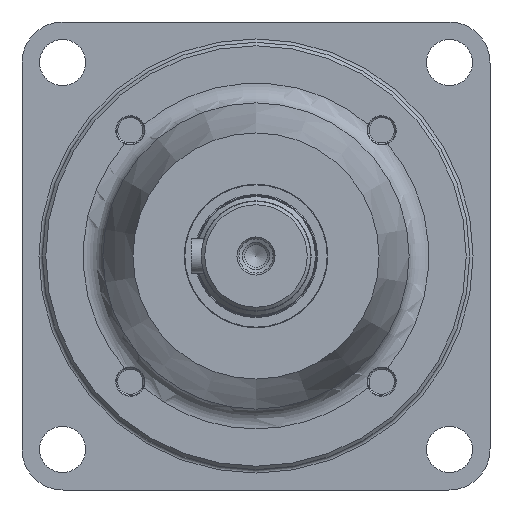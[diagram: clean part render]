
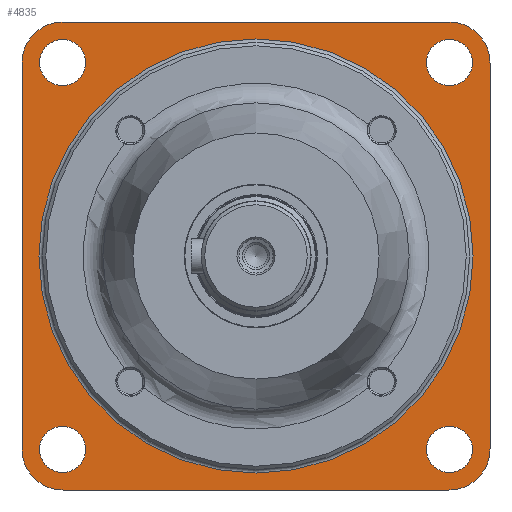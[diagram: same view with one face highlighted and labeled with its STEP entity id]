
A CAD part, left-side view. The second image highlights one B-rep face of the part: STEP entity #4835.
In plain terms, the highlighted planar face has unit normal (-1, 0, 0).
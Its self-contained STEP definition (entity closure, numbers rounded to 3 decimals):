
#265=PLANE('',#5467);
#532=LINE('',#8560,#802);
#536=LINE('',#8572,#806);
#540=LINE('',#8584,#810);
#544=LINE('',#8616,#814);
#802=VECTOR('',#6777,1000.);
#806=VECTOR('',#6789,1000.);
#810=VECTOR('',#6801,1000.);
#814=VECTOR('',#6837,1000.);
#2066=ORIENTED_EDGE('',*,*,#2770,.F.);
#2067=ORIENTED_EDGE('',*,*,#2766,.T.);
#2068=ORIENTED_EDGE('',*,*,#2764,.T.);
#2069=ORIENTED_EDGE('',*,*,#2762,.T.);
#2070=ORIENTED_EDGE('',*,*,#2760,.T.);
#2071=ORIENTED_EDGE('',*,*,#2737,.F.);
#2072=ORIENTED_EDGE('',*,*,#2767,.F.);
#2073=ORIENTED_EDGE('',*,*,#2756,.F.);
#2074=ORIENTED_EDGE('',*,*,#2753,.F.);
#2075=ORIENTED_EDGE('',*,*,#2750,.F.);
#2076=ORIENTED_EDGE('',*,*,#2747,.F.);
#2077=ORIENTED_EDGE('',*,*,#2744,.F.);
#2078=ORIENTED_EDGE('',*,*,#2741,.F.);
#2737=EDGE_CURVE('',#3224,#3225,#3491,.T.);
#2741=EDGE_CURVE('',#3225,#3228,#532,.T.);
#2744=EDGE_CURVE('',#3228,#3230,#3493,.T.);
#2747=EDGE_CURVE('',#3230,#3232,#536,.T.);
#2750=EDGE_CURVE('',#3232,#3234,#3495,.T.);
#2753=EDGE_CURVE('',#3234,#3236,#540,.T.);
#2756=EDGE_CURVE('',#3236,#3238,#3497,.T.);
#2760=EDGE_CURVE('',#3241,#3241,#3500,.T.);
#2762=EDGE_CURVE('',#3243,#3243,#3502,.T.);
#2764=EDGE_CURVE('',#3245,#3245,#3504,.T.);
#2766=EDGE_CURVE('',#3247,#3247,#3506,.T.);
#2767=EDGE_CURVE('',#3238,#3224,#544,.T.);
#2770=EDGE_CURVE('',#3249,#3249,#3508,.F.);
#3224=VERTEX_POINT('',#8552);
#3225=VERTEX_POINT('',#8553);
#3228=VERTEX_POINT('',#8561);
#3230=VERTEX_POINT('',#8567);
#3232=VERTEX_POINT('',#8573);
#3234=VERTEX_POINT('',#8579);
#3236=VERTEX_POINT('',#8585);
#3238=VERTEX_POINT('',#8591);
#3241=VERTEX_POINT('',#8599);
#3243=VERTEX_POINT('',#8604);
#3245=VERTEX_POINT('',#8609);
#3247=VERTEX_POINT('',#8614);
#3249=VERTEX_POINT('',#8623);
#3491=CIRCLE('',#5438,12.);
#3493=CIRCLE('',#5442,12.);
#3495=CIRCLE('',#5446,12.);
#3497=CIRCLE('',#5450,12.);
#3500=CIRCLE('',#5454,6.75);
#3502=CIRCLE('',#5457,6.75);
#3504=CIRCLE('',#5460,6.75);
#3506=CIRCLE('',#5463,6.75);
#3508=CIRCLE('',#5468,63.5);
#3918=EDGE_LOOP('',(#2066));
#3919=EDGE_LOOP('',(#2067));
#3920=EDGE_LOOP('',(#2068));
#3921=EDGE_LOOP('',(#2069));
#3922=EDGE_LOOP('',(#2070));
#3923=EDGE_LOOP('',(#2071,#2072,#2073,#2074,#2075,#2076,#2077,#2078));
#4376=FACE_BOUND('',#3918,.T.);
#4377=FACE_BOUND('',#3919,.T.);
#4378=FACE_BOUND('',#3920,.T.);
#4379=FACE_BOUND('',#3921,.T.);
#4380=FACE_BOUND('',#3922,.T.);
#4381=FACE_BOUND('',#3923,.T.);
#4835=ADVANCED_FACE('',(#4376,#4377,#4378,#4379,#4380,#4381),#265,.F.);
#5438=AXIS2_PLACEMENT_3D('',#8551,#6769,#6770);
#5442=AXIS2_PLACEMENT_3D('',#8566,#6782,#6783);
#5446=AXIS2_PLACEMENT_3D('',#8578,#6794,#6795);
#5450=AXIS2_PLACEMENT_3D('',#8590,#6806,#6807);
#5454=AXIS2_PLACEMENT_3D('',#8598,#6815,#6816);
#5457=AXIS2_PLACEMENT_3D('',#8603,#6821,#6822);
#5460=AXIS2_PLACEMENT_3D('',#8608,#6827,#6828);
#5463=AXIS2_PLACEMENT_3D('',#8613,#6833,#6834);
#5467=AXIS2_PLACEMENT_3D('',#8621,#6843,#6844);
#5468=AXIS2_PLACEMENT_3D('',#8622,#6845,#6846);
#6769=DIRECTION('',(1.,0.,0.));
#6770=DIRECTION('',(0.,0.,-1.));
#6777=DIRECTION('',(0.,-1.,0.));
#6782=DIRECTION('',(1.,0.,0.));
#6783=DIRECTION('',(0.,0.,-1.));
#6789=DIRECTION('',(0.,0.,-1.));
#6794=DIRECTION('',(1.,0.,0.));
#6795=DIRECTION('',(0.,0.,-1.));
#6801=DIRECTION('',(0.,1.,0.));
#6806=DIRECTION('',(1.,0.,0.));
#6807=DIRECTION('',(0.,0.,-1.));
#6815=DIRECTION('',(1.,0.,0.));
#6816=DIRECTION('',(0.,0.,-1.));
#6821=DIRECTION('',(1.,0.,0.));
#6822=DIRECTION('',(0.,0.,-1.));
#6827=DIRECTION('',(1.,0.,0.));
#6828=DIRECTION('',(0.,0.,-1.));
#6833=DIRECTION('',(1.,0.,0.));
#6834=DIRECTION('',(0.,0.,-1.));
#6837=DIRECTION('',(0.,0.,1.));
#6843=DIRECTION('',(1.,0.,0.));
#6844=DIRECTION('',(0.,0.,-1.));
#6845=DIRECTION('',(1.,0.,0.));
#6846=DIRECTION('',(0.,0.,-1.));
#8551=CARTESIAN_POINT('',(0.,56.45,56.45));
#8552=CARTESIAN_POINT('',(0.,68.45,56.45));
#8553=CARTESIAN_POINT('',(0.,56.45,68.45));
#8560=CARTESIAN_POINT('',(0.,56.45,68.45));
#8561=CARTESIAN_POINT('',(0.,-56.45,68.45));
#8566=CARTESIAN_POINT('',(0.,-56.45,56.45));
#8567=CARTESIAN_POINT('',(0.,-68.45,56.45));
#8572=CARTESIAN_POINT('',(0.,-68.45,56.45));
#8573=CARTESIAN_POINT('',(0.,-68.45,-56.45));
#8578=CARTESIAN_POINT('',(0.,-56.45,-56.45));
#8579=CARTESIAN_POINT('',(0.,-56.45,-68.45));
#8584=CARTESIAN_POINT('',(0.,-56.45,-68.45));
#8585=CARTESIAN_POINT('',(0.,56.45,-68.45));
#8590=CARTESIAN_POINT('',(0.,56.45,-56.45));
#8591=CARTESIAN_POINT('',(0.,68.45,-56.45));
#8598=CARTESIAN_POINT('',(0.,56.569,-56.569));
#8599=CARTESIAN_POINT('',(0.,56.569,-63.319));
#8603=CARTESIAN_POINT('',(0.,-56.569,-56.569));
#8604=CARTESIAN_POINT('',(0.,-56.569,-63.319));
#8608=CARTESIAN_POINT('',(0.,56.569,56.569));
#8609=CARTESIAN_POINT('',(0.,56.569,49.819));
#8613=CARTESIAN_POINT('',(0.,-56.569,56.569));
#8614=CARTESIAN_POINT('',(0.,-56.569,49.819));
#8616=CARTESIAN_POINT('',(0.,68.45,-56.45));
#8621=CARTESIAN_POINT('',(0.,56.45,56.45));
#8622=CARTESIAN_POINT('',(0.,0.,0.));
#8623=CARTESIAN_POINT('',(0.,0.,-63.5));
